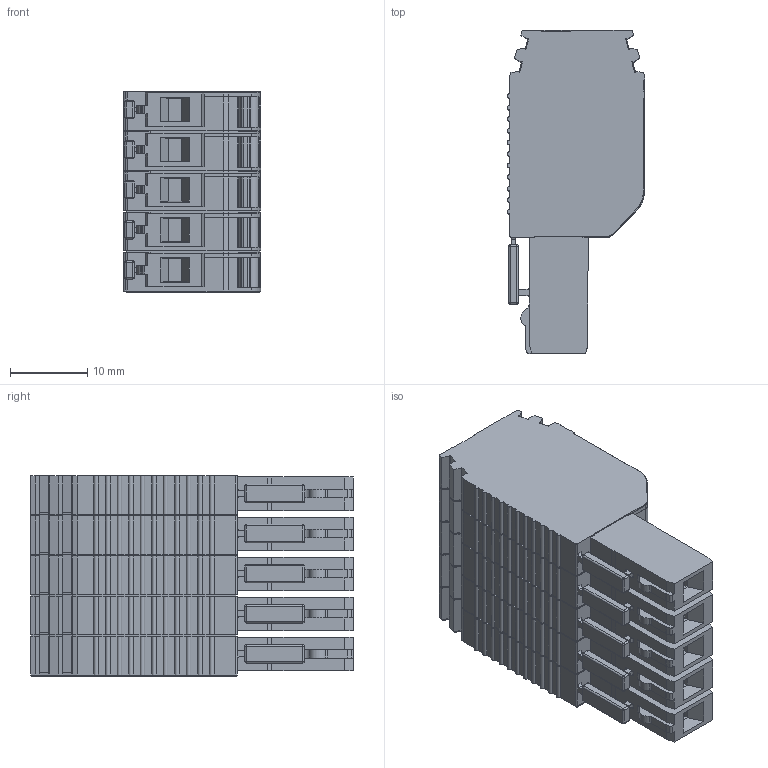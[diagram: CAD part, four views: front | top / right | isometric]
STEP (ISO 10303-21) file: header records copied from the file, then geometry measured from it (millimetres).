
FILE_DESCRIPTION (( 'STEP AP214' ), '1' );
FILE_NAME ('310209_SG_PT 2.5_5_Grey.STEP', '2017-09-27T05:05:26', ( '' ), ( '' ), 'SwSTEP 2.0', 'SolidWorks 2017', '' );
FILE_SCHEMA (( 'AUTOMOTIVE_DESIGN' ));
Length unit declared in the file: millimetre
Products named in the file (1): 310209_SG_PT 2.5_5_Grey
Bounding box: 17.82 x 41.9 x 26 mm (x, y, z)
Volume: 13205.3 mm3; surface area: 6390.2 mm2
Topology: 1 solids, 6 shells, 1411 faces, 3953 edges, 2539 vertices
Faces by surface type: plane 1000, cylinder 371, bspline 40
Entity records: 45146 total; most frequent: CARTESIAN_POINT 8494, ORIENTED_EDGE 7826, DIRECTION 7394, EDGE_CURVE 3913, VECTOR 3156, LINE 3156, VERTEX_POINT 2539, AXIS2_PLACEMENT_3D 2119
